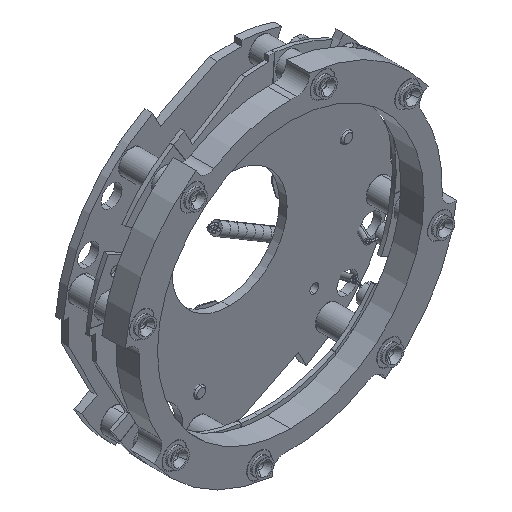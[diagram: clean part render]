
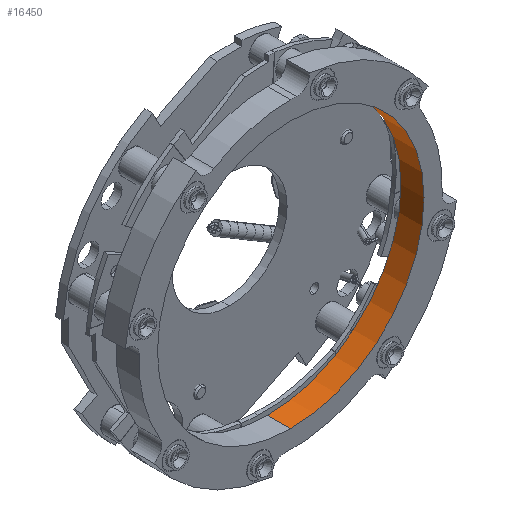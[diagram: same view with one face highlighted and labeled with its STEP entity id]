
A CAD part, isometric view. The second image highlights one B-rep face of the part: STEP entity #16450.
In plain terms, the highlighted cylindrical face has radius 17.628 mm (diameter 35.255 mm), a partial arc.
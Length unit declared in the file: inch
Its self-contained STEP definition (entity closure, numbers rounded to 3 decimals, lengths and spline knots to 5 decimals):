
#4872 = EDGE_LOOP ( 'NONE', ( #13860, #13859, #13858, #13857 ) ) ;
#5761 = VERTEX_POINT ( 'NONE', #11919 ) ;
#5827 = VERTEX_POINT ( 'NONE', #11838 ) ;
#8568 = CARTESIAN_POINT ( 'NONE',  ( 0., -0.199, 0.694 ) ) ;
#8601 = CARTESIAN_POINT ( 'NONE',  ( 0., -0.319, 0.694 ) ) ;
#10481 = DIRECTION ( 'NONE',  ( 0., 1., 0. ) ) ;
#10485 = CARTESIAN_POINT ( 'NONE',  ( 0., -0.319, -0.694 ) ) ;
#10493 = DIRECTION ( 'NONE',  ( 0., 0., 1. ) ) ;
#10496 = DIRECTION ( 'NONE',  ( 0., -1., 0. ) ) ;
#10504 = CARTESIAN_POINT ( 'NONE',  ( 0., -0.319, 0. ) ) ;
#10507 = DIRECTION ( 'NONE',  ( 0., 1., 0. ) ) ;
#10508 = CARTESIAN_POINT ( 'NONE',  ( 0., -0.319, 0.694 ) ) ;
#10590 = DIRECTION ( 'NONE',  ( 0., 0., 1. ) ) ;
#10594 = DIRECTION ( 'NONE',  ( 0., -1., 0. ) ) ;
#10597 = CARTESIAN_POINT ( 'NONE',  ( 0., -0.199, 0. ) ) ;
#11838 = CARTESIAN_POINT ( 'NONE',  ( 0., -0.199, -0.694 ) ) ;
#11919 = CARTESIAN_POINT ( 'NONE',  ( 0., -0.319, -0.694 ) ) ;
#13857 = ORIENTED_EDGE ( 'NONE', *, *, #23302, .F. ) ;
#13858 = ORIENTED_EDGE ( 'NONE', *, *, #23292, .F. ) ;
#13859 = ORIENTED_EDGE ( 'NONE', *, *, #23300, .T. ) ;
#13860 = ORIENTED_EDGE ( 'NONE', *, *, #23301, .T. ) ;
#16450 = ADVANCED_FACE ( 'NONE', ( #20673 ), #20679, .F. ) ;
#20673 = FACE_OUTER_BOUND ( 'NONE', #4872, .T. ) ;
#20679 = CYLINDRICAL_SURFACE ( 'NONE', #35716, 0.694 ) ;
#23292 = EDGE_CURVE ( 'NONE', #5827, #27109, #32387, .T. ) ;
#23300 = EDGE_CURVE ( 'NONE', #27080, #27109, #32392, .T. ) ;
#23301 = EDGE_CURVE ( 'NONE', #5761, #27080, #32398, .T. ) ;
#23302 = EDGE_CURVE ( 'NONE', #5761, #5827, #32388, .T. ) ;
#27080 = VERTEX_POINT ( 'NONE', #8601 ) ;
#27109 = VERTEX_POINT ( 'NONE', #8568 ) ;
#28846 = CARTESIAN_POINT ( 'NONE',  ( 0., -0.319, 0. ) ) ;
#28876 = DIRECTION ( 'NONE',  ( 0., 1., 0. ) ) ;
#28893 = DIRECTION ( 'NONE',  ( 0., 0., -1. ) ) ;
#31412 = AXIS2_PLACEMENT_3D ( 'NONE', #10597, #10594, #10590 ) ;
#31418 = AXIS2_PLACEMENT_3D ( 'NONE', #10504, #10496, #10493 ) ;
#32387 = CIRCLE ( 'NONE', #31412, 0.694 ) ;
#32388 = LINE ( 'NONE', #10485, #32390 ) ;
#32390 = VECTOR ( 'NONE', #10481, 39.37008 ) ;
#32392 = LINE ( 'NONE', #10508, #32395 ) ;
#32395 = VECTOR ( 'NONE', #10507, 39.37008 ) ;
#32398 = CIRCLE ( 'NONE', #31418, 0.694 ) ;
#35716 = AXIS2_PLACEMENT_3D ( 'NONE', #28846, #28876, #28893 ) ;
